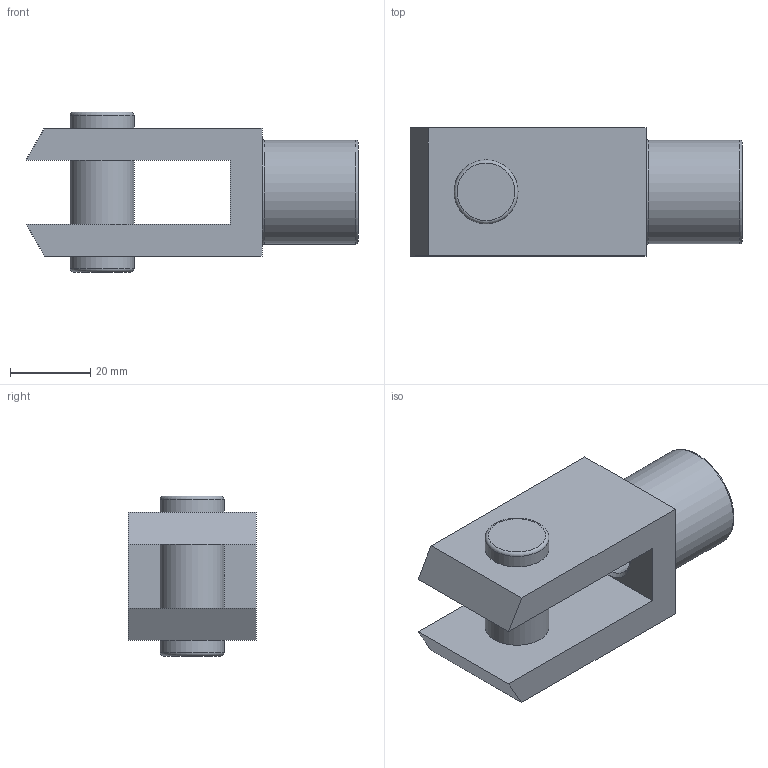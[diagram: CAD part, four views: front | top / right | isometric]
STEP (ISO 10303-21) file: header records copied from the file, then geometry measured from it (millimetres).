
FILE_DESCRIPTION(/* description */ ('Alibre Inc.'),/* implementation_level */ '2;1');
FILE_NAME(/* name */ 'export-3F5EC253-404F-43F2-AC68-8A013716E3C3',/* time_stamp */ '2024-02-05T20:23:58+01:00',/* author */ (''),/* organization */ (''),/* preprocessor_version */ 'ST-DEVELOPER v17',/* originating_system */ 'Alibre',/* authorisation */ '');
FILE_SCHEMA (('AUTOMOTIVE_DESIGN'));
Length unit declared in the file: millimetre
Products named in the file (1): W0950502020-50
Bounding box: 83 x 32 x 40 mm (x, y, z)
Volume: 45450.9 mm3; surface area: 14714.1 mm2
Topology: 1 solids, 1 shells, 25 faces, 57 edges, 36 vertices
Faces by surface type: plane 14, cylinder 5, torus 4, cone 2
Full cylindrical faces by diameter (mm): 14.376 x1, 16 x3, 26 x1
Entity records: 707 total; most frequent: CARTESIAN_POINT 117, ORIENTED_EDGE 114, DIRECTION 111, EDGE_CURVE 57, AXIS2_PLACEMENT_3D 48, VERTEX_POINT 36, VECTOR 33, LINE 33
